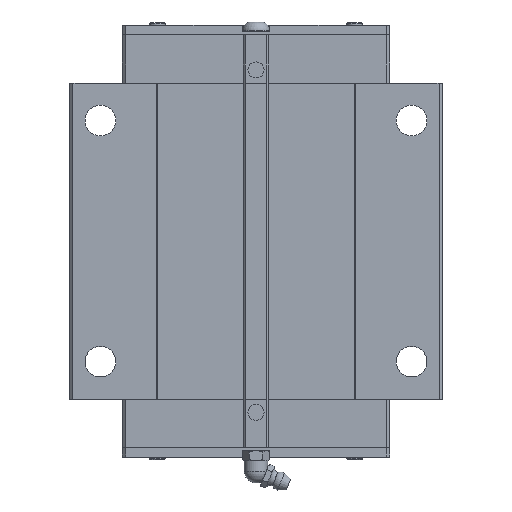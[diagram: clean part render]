
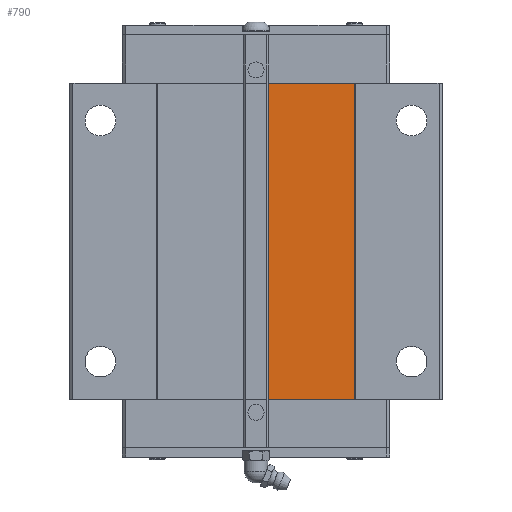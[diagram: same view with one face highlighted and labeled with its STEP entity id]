
A CAD part, top view. The second image highlights one B-rep face of the part: STEP entity #790.
In plain terms, the highlighted planar face has unit normal (0, 0, 1).
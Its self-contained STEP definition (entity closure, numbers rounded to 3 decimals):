
#790=ADVANCED_FACE('',(#1657),#1658,.F.);
#1657=FACE_OUTER_BOUND('',#2592,.T.);
#1658=PLANE('',#2593);
#2592=EDGE_LOOP('',(#4959,#4960,#4961,#4962));
#2593=AXIS2_PLACEMENT_3D('',#4963,#4964,#4965);
#4959=ORIENTED_EDGE('',*,*,#6409,.T.);
#4960=ORIENTED_EDGE('',*,*,#6351,.F.);
#4961=ORIENTED_EDGE('',*,*,#6411,.F.);
#4962=ORIENTED_EDGE('',*,*,#6388,.F.);
#4963=CARTESIAN_POINT('',(0.0,242.801,89.5));
#4964=DIRECTION('',(0.0,0.0,-1.0));
#4965=DIRECTION('',(1.0,0.0,0.0));
#6351=EDGE_CURVE('',#7824,#7826,#7827,.T.);
#6388=EDGE_CURVE('',#7888,#7890,#7891,.T.);
#6409=EDGE_CURVE('',#7888,#7826,#7921,.T.);
#6411=EDGE_CURVE('',#7890,#7824,#7923,.T.);
#7824=VERTEX_POINT('',#10262);
#7826=VERTEX_POINT('',#10265);
#7827=LINE('',#10266,#10267);
#7888=VERTEX_POINT('',#10358);
#7890=VERTEX_POINT('',#10361);
#7891=LINE('',#10362,#10363);
#7921=LINE('',#10407,#10408);
#7923=LINE('',#10410,#10411);
#10262=CARTESIAN_POINT('',(44.75,26.501,89.5));
#10265=CARTESIAN_POINT('',(5.5,26.501,89.5));
#10266=CARTESIAN_POINT('',(0.,26.501,89.5));
#10267=VECTOR('',#11583,1.0);
#10358=CARTESIAN_POINT('',(5.5,170.701,89.5));
#10361=CARTESIAN_POINT('',(44.75,170.701,89.5));
#10362=CARTESIAN_POINT('',(0.0,170.701,89.5));
#10363=VECTOR('',#11615,1.0);
#10407=CARTESIAN_POINT('',(5.5,206.751,89.5));
#10408=VECTOR('',#11636,1.0);
#10410=CARTESIAN_POINT('',(44.75,242.801,89.5));
#10411=VECTOR('',#11637,1.0);
#11583=DIRECTION('',(-1.0,-0.0,-0.0));
#11615=DIRECTION('',(1.0,0.0,0.0));
#11636=DIRECTION('',(0.0,-1.0,0.0));
#11637=DIRECTION('',(0.0,-1.0,0.0));
